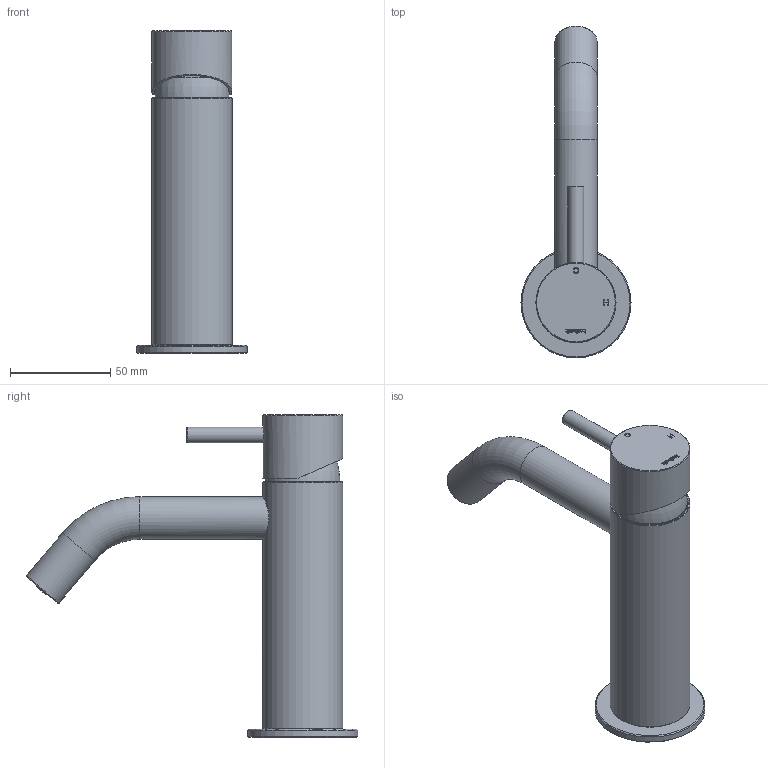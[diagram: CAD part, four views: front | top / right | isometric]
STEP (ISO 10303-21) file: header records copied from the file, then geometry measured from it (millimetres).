
FILE_DESCRIPTION(/* description */ ('Unknown'),/* implementation_level */ '2;1');
FILE_NAME(/* name */ 'AR003-00 rel1',/* time_stamp */ '2023-12-14T16:51:07+01:00',/* author */ ('Unknown'),/* organization */ ('Unknown'),/* preprocessor_version */ 'ST-DEVELOPER v18.102',/* originating_system */ 'Solid Edge',/* authorisation */ 'Unknown');
FILE_SCHEMA (('AUTOMOTIVE_DESIGN {1 0 10303 214 3 1 1}'));
Length unit declared in the file: millimetre
Products named in the file (9): AR003-00 rel1; AR003-06; AR003-17; CB004-005; AR003-01; AR003-13; AR003-025_oa_0; AR003-04; AR003-25
Assembly tree (8 placements, depth 3):
  AR003-00 rel1
    AR003-06
    AR003-17
    CB004-005
    AR003-01
    AR003-13
    AR003-025_oa_0
      AR003-04
      AR003-25
Bounding box: 55 x 165.74 x 161 mm (x, y, z)
Volume: 87605.3 mm3; surface area: 63892.5 mm2
Topology: 7 solids, 153 shells, 982 faces, 1961 edges, 1329 vertices
Faces by surface type: plane 634, cylinder 300, cone 34, torus 7, bspline 6, sphere 1
Full cylindrical faces by diameter (mm): 0.75 x146, 0.913 x1, 0.916 x1, 4.134 x3, 7.9 x1, 8 x1, 11 x1, 13.5 x1, 13.8 x1, 14 x1, 15 x2, 15.3 x2, 15.5 x1, 17 x2, 17.4 x2, 17.417 x2, 17.917 x2, 18.4 x1, 18.75 x1, 21.3 x2, 33.917 x2, 34 x1, 34.2 x1, 35.8 x3, 36.241 x1, 36.5 x1, 37 x1, 37.5 x1, 38 x1, 39 x1
Entity records: 31704 total; most frequent: CARTESIAN_POINT 5721, DIRECTION 4290, ORIENTED_EDGE 3206, AXIS2_PLACEMENT_3D 1747, EDGE_CURVE 1603, FACE_BOUND 1274, EDGE_LOOP 1268, VERTEX_POINT 1205
